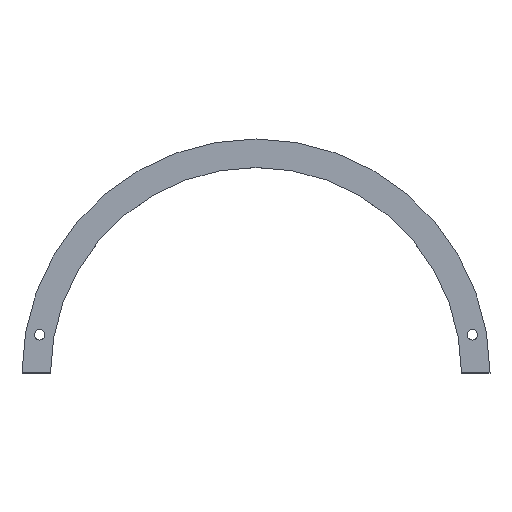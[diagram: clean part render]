
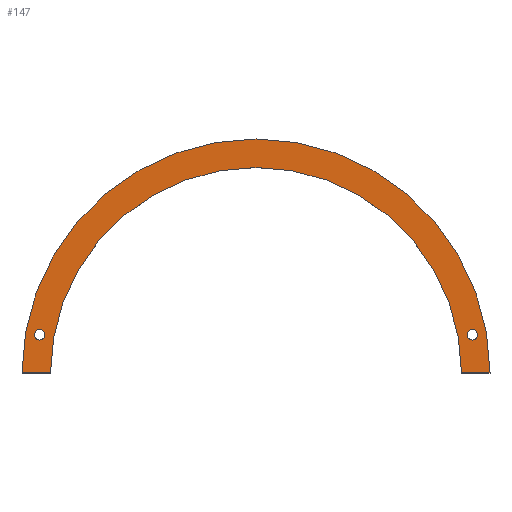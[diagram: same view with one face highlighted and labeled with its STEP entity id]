
A CAD part, top view. The second image highlights one B-rep face of the part: STEP entity #147.
In plain terms, the highlighted planar face has unit normal (0, 0, 1).
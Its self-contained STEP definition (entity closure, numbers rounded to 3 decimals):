
#15=FACE_BOUND('',#38,.T.);
#16=FACE_BOUND('',#39,.T.);
#21=PLANE('',#186);
#29=FACE_OUTER_BOUND('',#37,.T.);
#37=EDGE_LOOP('',(#125,#126,#127,#128));
#38=EDGE_LOOP('',(#129));
#39=EDGE_LOOP('',(#130));
#47=LINE('',#252,#57);
#51=LINE('',#264,#61);
#57=VECTOR('',#208,10.);
#61=VECTOR('',#220,10.);
#63=CIRCLE('',#173,2.05);
#65=CIRCLE('',#176,2.05);
#68=CIRCLE('',#181,80.6);
#70=CIRCLE('',#185,91.8);
#71=VERTEX_POINT('',#234);
#73=VERTEX_POINT('',#240);
#77=VERTEX_POINT('',#249);
#78=VERTEX_POINT('',#251);
#80=VERTEX_POINT('',#257);
#82=VERTEX_POINT('',#263);
#83=EDGE_CURVE('',#71,#71,#63,.T.);
#86=EDGE_CURVE('',#73,#73,#65,.T.);
#91=EDGE_CURVE('',#78,#77,#47,.T.);
#94=EDGE_CURVE('',#80,#78,#68,.T.);
#97=EDGE_CURVE('',#82,#80,#51,.T.);
#100=EDGE_CURVE('',#77,#82,#70,.T.);
#125=ORIENTED_EDGE('',*,*,#100,.T.);
#126=ORIENTED_EDGE('',*,*,#97,.T.);
#127=ORIENTED_EDGE('',*,*,#94,.T.);
#128=ORIENTED_EDGE('',*,*,#91,.T.);
#129=ORIENTED_EDGE('',*,*,#86,.T.);
#130=ORIENTED_EDGE('',*,*,#83,.T.);
#147=ADVANCED_FACE('',(#29,#15,#16),#21,.T.);
#173=AXIS2_PLACEMENT_3D('',#235,#192,#193);
#176=AXIS2_PLACEMENT_3D('',#241,#199,#200);
#181=AXIS2_PLACEMENT_3D('',#258,#214,#215);
#185=AXIS2_PLACEMENT_3D('',#268,#226,#227);
#186=AXIS2_PLACEMENT_3D('',#269,#228,#229);
#192=DIRECTION('center_axis',(0.,0.,-1.));
#193=DIRECTION('ref_axis',(-1.,0.,0.));
#199=DIRECTION('center_axis',(0.,0.,-1.));
#200=DIRECTION('ref_axis',(-1.,0.,0.));
#208=DIRECTION('',(1.,0.,0.));
#214=DIRECTION('center_axis',(0.,0.,-1.));
#215=DIRECTION('ref_axis',(-1.,0.,0.));
#220=DIRECTION('',(1.,0.,0.));
#226=DIRECTION('center_axis',(0.,0.,1.));
#227=DIRECTION('ref_axis',(1.,0.,0.));
#228=DIRECTION('center_axis',(0.,0.,1.));
#229=DIRECTION('ref_axis',(1.,0.,0.));
#234=CARTESIAN_POINT('',(86.94,14.968,5.));
#235=CARTESIAN_POINT('Origin',(84.89,14.968,5.));
#240=CARTESIAN_POINT('',(-82.84,14.968,5.));
#241=CARTESIAN_POINT('Origin',(-84.89,14.968,5.));
#249=CARTESIAN_POINT('',(91.8,0.,5.));
#251=CARTESIAN_POINT('',(80.6,0.,5.));
#252=CARTESIAN_POINT('',(80.6,0.,5.));
#257=CARTESIAN_POINT('',(-80.6,0.,5.));
#258=CARTESIAN_POINT('Origin',(0.,0.,5.));
#263=CARTESIAN_POINT('',(-91.8,0.,5.));
#264=CARTESIAN_POINT('',(-91.8,0.,5.));
#268=CARTESIAN_POINT('Origin',(0.,0.,5.));
#269=CARTESIAN_POINT('Origin',(0.,45.9,5.));
